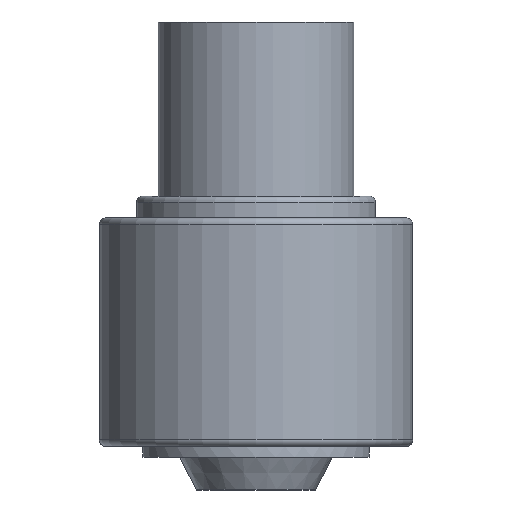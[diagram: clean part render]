
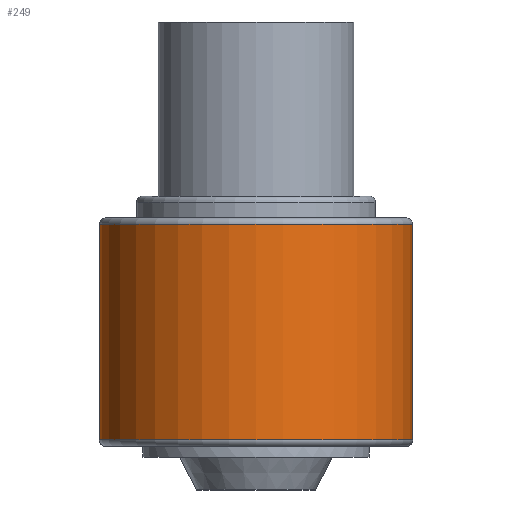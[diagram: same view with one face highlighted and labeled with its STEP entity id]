
A CAD part, front view. The second image highlights one B-rep face of the part: STEP entity #249.
In plain terms, the highlighted cylindrical face has radius 72 mm (diameter 144 mm), a partial arc.
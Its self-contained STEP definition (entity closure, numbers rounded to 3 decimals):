
#47 = DIRECTION ( 'NONE',  ( 0., 0., -1. ) ) ;
#62 = AXIS2_PLACEMENT_3D ( 'NONE', #551, #886, #352 ) ;
#105 = VERTEX_POINT ( 'NONE', #923 ) ;
#131 = DIRECTION ( 'NONE',  ( 1., 0., 0. ) ) ;
#136 = VERTEX_POINT ( 'NONE', #506 ) ;
#228 = DIRECTION ( 'NONE',  ( 0., 0., -1. ) ) ;
#236 = EDGE_LOOP ( 'NONE', ( #1239, #1013, #902, #1324 ) ) ;
#246 = EDGE_CURVE ( 'NONE', #423, #301, #1208, .T. ) ;
#249 = ADVANCED_FACE ( 'NONE', ( #767 ), #1101, .T. ) ;
#253 = CARTESIAN_POINT ( 'NONE',  ( -72., 0., 105. ) ) ;
#278 = VECTOR ( 'NONE', #664, 1000. ) ;
#301 = VERTEX_POINT ( 'NONE', #825 ) ;
#352 = DIRECTION ( 'NONE',  ( 1., 0., 0. ) ) ;
#423 = VERTEX_POINT ( 'NONE', #1012 ) ;
#461 = DIRECTION ( 'NONE',  ( 0., 0., -1. ) ) ;
#506 = CARTESIAN_POINT ( 'NONE',  ( 72., 0., 102. ) ) ;
#514 = CIRCLE ( 'NONE', #1118, 72. ) ;
#551 = CARTESIAN_POINT ( 'NONE',  ( 0., 0., 3. ) ) ;
#556 = CARTESIAN_POINT ( 'NONE',  ( 0., 0., 105. ) ) ;
#580 = AXIS2_PLACEMENT_3D ( 'NONE', #556, #461, #994 ) ;
#583 = LINE ( 'NONE', #695, #828 ) ;
#664 = DIRECTION ( 'NONE',  ( 0., 0., -1. ) ) ;
#695 = CARTESIAN_POINT ( 'NONE',  ( 72., 0., 105. ) ) ;
#701 = EDGE_CURVE ( 'NONE', #136, #423, #514, .T. ) ;
#767 = FACE_OUTER_BOUND ( 'NONE', #236, .T. ) ;
#825 = CARTESIAN_POINT ( 'NONE',  ( -72., 0., 3. ) ) ;
#827 = CIRCLE ( 'NONE', #62, 72. ) ;
#828 = VECTOR ( 'NONE', #47, 1000. ) ;
#886 = DIRECTION ( 'NONE',  ( 0., 0., 1. ) ) ;
#902 = ORIENTED_EDGE ( 'NONE', *, *, #246, .T. ) ;
#923 = CARTESIAN_POINT ( 'NONE',  ( 72., 0., 3. ) ) ;
#994 = DIRECTION ( 'NONE',  ( -1., 0., 0. ) ) ;
#1012 = CARTESIAN_POINT ( 'NONE',  ( -72., 0., 102. ) ) ;
#1013 = ORIENTED_EDGE ( 'NONE', *, *, #701, .T. ) ;
#1101 = CYLINDRICAL_SURFACE ( 'NONE', #580, 72. ) ;
#1109 = EDGE_CURVE ( 'NONE', #301, #105, #827, .T. ) ;
#1118 = AXIS2_PLACEMENT_3D ( 'NONE', #1206, #228, #131 ) ;
#1166 = EDGE_CURVE ( 'NONE', #136, #105, #583, .T. ) ;
#1206 = CARTESIAN_POINT ( 'NONE',  ( 0., 0., 102. ) ) ;
#1208 = LINE ( 'NONE', #253, #278 ) ;
#1239 = ORIENTED_EDGE ( 'NONE', *, *, #1166, .F. ) ;
#1324 = ORIENTED_EDGE ( 'NONE', *, *, #1109, .T. ) ;
